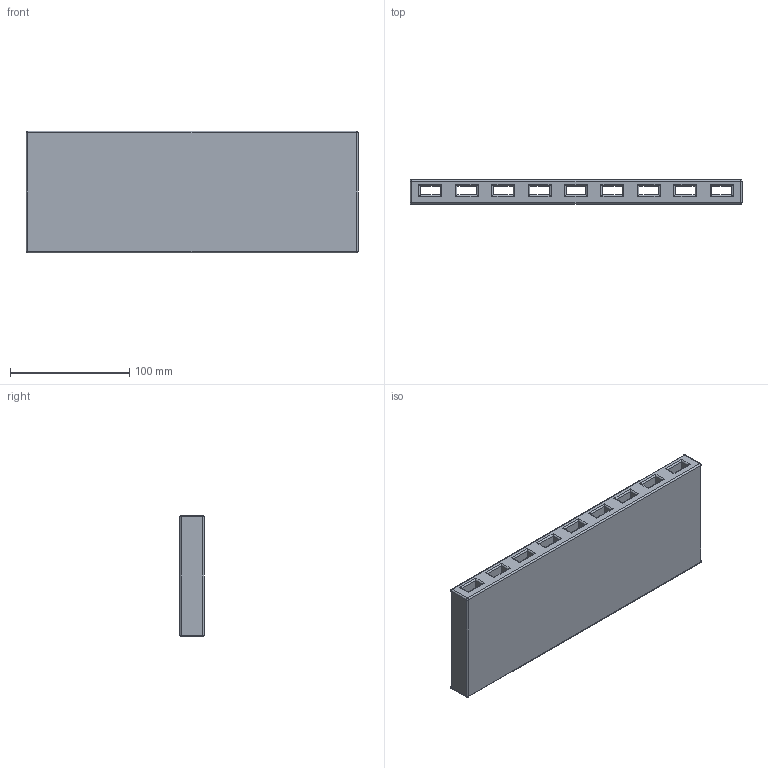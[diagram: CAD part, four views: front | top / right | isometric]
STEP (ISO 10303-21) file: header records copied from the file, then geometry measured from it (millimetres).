
FILE_DESCRIPTION (( 'STEP AP214' ), '1' );
FILE_NAME ('RelayBlock.STEP', '2025-11-22T02:28:48', ( '' ), ( '' ), 'SwSTEP 2.0', 'SolidWorks 2024', '' );
FILE_SCHEMA (( 'AUTOMOTIVE_DESIGN' ));
Length unit declared in the file: inch
Products named in the file (1): RelayBlock
Bounding box: 278.13 x 20.32 x 101.6 mm (x, y, z)
Volume: 296437.3 mm3; surface area: 111728.3 mm2
Topology: 1 solids, 1 shells, 538 faces, 1221 edges, 692 vertices
Faces by surface type: cylinder 301, plane 139, torus 82, sphere 12, bspline 4
Entity records: 14858 total; most frequent: CARTESIAN_POINT 3180, DIRECTION 2449, ORIENTED_EDGE 2418, EDGE_CURVE 1209, AXIS2_PLACEMENT_3D 897, VERTEX_POINT 692, VECTOR 655, LINE 655
